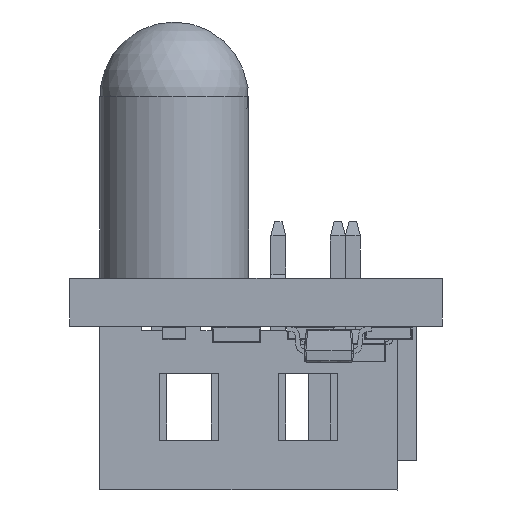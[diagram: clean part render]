
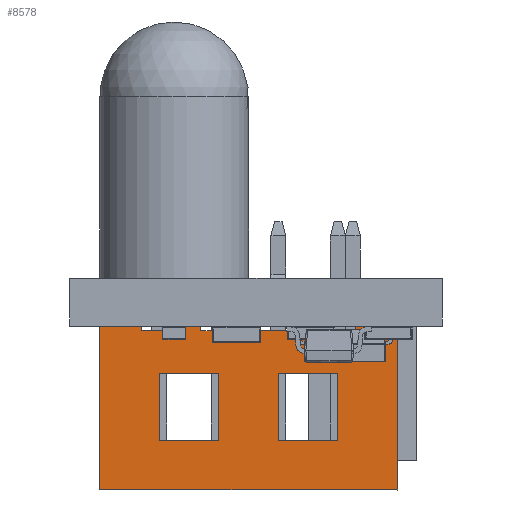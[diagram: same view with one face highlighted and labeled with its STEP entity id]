
A CAD part, left-side view. The second image highlights one B-rep face of the part: STEP entity #8578.
In plain terms, the highlighted face is planar.
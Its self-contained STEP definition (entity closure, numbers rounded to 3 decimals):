
#8578 = ADVANCED_FACE('',(#8579,#8741,#8775),#8809,.F.);
#8579 = FACE_BOUND('',#8580,.F.);
#8580 = EDGE_LOOP('',(#8581,#8591,#8599,#8607,#8615,#8623,#8631,#8639,
    #8647,#8655,#8663,#8671,#8679,#8687,#8695,#8703,#8711,#8719,#8727,
    #8735));
#8581 = ORIENTED_EDGE('',*,*,#8582,.F.);
#8582 = EDGE_CURVE('',#8583,#8585,#8587,.T.);
#8583 = VERTEX_POINT('',#8584);
#8584 = CARTESIAN_POINT('',(3.6,-2.75,-1.825));
#8585 = VERTEX_POINT('',#8586);
#8586 = CARTESIAN_POINT('',(3.6,-2.6,-1.825));
#8587 = LINE('',#8588,#8589);
#8588 = CARTESIAN_POINT('',(3.6,-2.75,-1.825));
#8589 = VECTOR('',#8590,1.);
#8590 = DIRECTION('',(0.,1.,0.));
#8591 = ORIENTED_EDGE('',*,*,#8592,.T.);
#8592 = EDGE_CURVE('',#8583,#8593,#8595,.T.);
#8593 = VERTEX_POINT('',#8594);
#8594 = CARTESIAN_POINT('',(5.,-2.75,-1.825));
#8595 = LINE('',#8596,#8597);
#8596 = CARTESIAN_POINT('',(3.6,-2.75,-1.825));
#8597 = VECTOR('',#8598,1.);
#8598 = DIRECTION('',(1.,0.,0.));
#8599 = ORIENTED_EDGE('',*,*,#8600,.T.);
#8600 = EDGE_CURVE('',#8593,#8601,#8603,.T.);
#8601 = VERTEX_POINT('',#8602);
#8602 = CARTESIAN_POINT('',(5.,2.75,-1.825));
#8603 = LINE('',#8604,#8605);
#8604 = CARTESIAN_POINT('',(5.,-2.75,-1.825));
#8605 = VECTOR('',#8606,1.);
#8606 = DIRECTION('',(0.,1.,0.));
#8607 = ORIENTED_EDGE('',*,*,#8608,.T.);
#8608 = EDGE_CURVE('',#8601,#8609,#8611,.T.);
#8609 = VERTEX_POINT('',#8610);
#8610 = CARTESIAN_POINT('',(-5.,2.75,-1.825));
#8611 = LINE('',#8612,#8613);
#8612 = CARTESIAN_POINT('',(5.,2.75,-1.825));
#8613 = VECTOR('',#8614,1.);
#8614 = DIRECTION('',(-1.,0.,0.));
#8615 = ORIENTED_EDGE('',*,*,#8616,.T.);
#8616 = EDGE_CURVE('',#8609,#8617,#8619,.T.);
#8617 = VERTEX_POINT('',#8618);
#8618 = CARTESIAN_POINT('',(-5.,-2.75,-1.825));
#8619 = LINE('',#8620,#8621);
#8620 = CARTESIAN_POINT('',(-5.,2.75,-1.825));
#8621 = VECTOR('',#8622,1.);
#8622 = DIRECTION('',(0.,-1.,0.));
#8623 = ORIENTED_EDGE('',*,*,#8624,.T.);
#8624 = EDGE_CURVE('',#8617,#8625,#8627,.T.);
#8625 = VERTEX_POINT('',#8626);
#8626 = CARTESIAN_POINT('',(-3.6,-2.75,-1.825));
#8627 = LINE('',#8628,#8629);
#8628 = CARTESIAN_POINT('',(-5.,-2.75,-1.825));
#8629 = VECTOR('',#8630,1.);
#8630 = DIRECTION('',(1.,0.,0.));
#8631 = ORIENTED_EDGE('',*,*,#8632,.T.);
#8632 = EDGE_CURVE('',#8625,#8633,#8635,.T.);
#8633 = VERTEX_POINT('',#8634);
#8634 = CARTESIAN_POINT('',(-3.6,-2.6,-1.825));
#8635 = LINE('',#8636,#8637);
#8636 = CARTESIAN_POINT('',(-3.6,-2.75,-1.825));
#8637 = VECTOR('',#8638,1.);
#8638 = DIRECTION('',(0.,1.,0.));
#8639 = ORIENTED_EDGE('',*,*,#8640,.T.);
#8640 = EDGE_CURVE('',#8633,#8641,#8643,.T.);
#8641 = VERTEX_POINT('',#8642);
#8642 = CARTESIAN_POINT('',(-2.4,-2.6,-1.825));
#8643 = LINE('',#8644,#8645);
#8644 = CARTESIAN_POINT('',(-3.6,-2.6,-1.825));
#8645 = VECTOR('',#8646,1.);
#8646 = DIRECTION('',(1.,0.,0.));
#8647 = ORIENTED_EDGE('',*,*,#8648,.F.);
#8648 = EDGE_CURVE('',#8649,#8641,#8651,.T.);
#8649 = VERTEX_POINT('',#8650);
#8650 = CARTESIAN_POINT('',(-2.4,-2.75,-1.825));
#8651 = LINE('',#8652,#8653);
#8652 = CARTESIAN_POINT('',(-2.4,-2.75,-1.825));
#8653 = VECTOR('',#8654,1.);
#8654 = DIRECTION('',(0.,1.,0.));
#8655 = ORIENTED_EDGE('',*,*,#8656,.T.);
#8656 = EDGE_CURVE('',#8649,#8657,#8659,.T.);
#8657 = VERTEX_POINT('',#8658);
#8658 = CARTESIAN_POINT('',(-1.6,-2.75,-1.825));
#8659 = LINE('',#8660,#8661);
#8660 = CARTESIAN_POINT('',(-2.4,-2.75,-1.825));
#8661 = VECTOR('',#8662,1.);
#8662 = DIRECTION('',(1.,0.,0.));
#8663 = ORIENTED_EDGE('',*,*,#8664,.T.);
#8664 = EDGE_CURVE('',#8657,#8665,#8667,.T.);
#8665 = VERTEX_POINT('',#8666);
#8666 = CARTESIAN_POINT('',(-1.6,-2.6,-1.825));
#8667 = LINE('',#8668,#8669);
#8668 = CARTESIAN_POINT('',(-1.6,-2.75,-1.825));
#8669 = VECTOR('',#8670,1.);
#8670 = DIRECTION('',(0.,1.,0.));
#8671 = ORIENTED_EDGE('',*,*,#8672,.T.);
#8672 = EDGE_CURVE('',#8665,#8673,#8675,.T.);
#8673 = VERTEX_POINT('',#8674);
#8674 = CARTESIAN_POINT('',(-0.4,-2.6,-1.825));
#8675 = LINE('',#8676,#8677);
#8676 = CARTESIAN_POINT('',(-1.6,-2.6,-1.825));
#8677 = VECTOR('',#8678,1.);
#8678 = DIRECTION('',(1.,0.,0.));
#8679 = ORIENTED_EDGE('',*,*,#8680,.F.);
#8680 = EDGE_CURVE('',#8681,#8673,#8683,.T.);
#8681 = VERTEX_POINT('',#8682);
#8682 = CARTESIAN_POINT('',(-0.4,-2.75,-1.825));
#8683 = LINE('',#8684,#8685);
#8684 = CARTESIAN_POINT('',(-0.4,-2.75,-1.825));
#8685 = VECTOR('',#8686,1.);
#8686 = DIRECTION('',(0.,1.,0.));
#8687 = ORIENTED_EDGE('',*,*,#8688,.T.);
#8688 = EDGE_CURVE('',#8681,#8689,#8691,.T.);
#8689 = VERTEX_POINT('',#8690);
#8690 = CARTESIAN_POINT('',(0.4,-2.75,-1.825));
#8691 = LINE('',#8692,#8693);
#8692 = CARTESIAN_POINT('',(-0.4,-2.75,-1.825));
#8693 = VECTOR('',#8694,1.);
#8694 = DIRECTION('',(1.,0.,0.));
#8695 = ORIENTED_EDGE('',*,*,#8696,.T.);
#8696 = EDGE_CURVE('',#8689,#8697,#8699,.T.);
#8697 = VERTEX_POINT('',#8698);
#8698 = CARTESIAN_POINT('',(0.4,-2.6,-1.825));
#8699 = LINE('',#8700,#8701);
#8700 = CARTESIAN_POINT('',(0.4,-2.75,-1.825));
#8701 = VECTOR('',#8702,1.);
#8702 = DIRECTION('',(0.,1.,0.));
#8703 = ORIENTED_EDGE('',*,*,#8704,.T.);
#8704 = EDGE_CURVE('',#8697,#8705,#8707,.T.);
#8705 = VERTEX_POINT('',#8706);
#8706 = CARTESIAN_POINT('',(1.6,-2.6,-1.825));
#8707 = LINE('',#8708,#8709);
#8708 = CARTESIAN_POINT('',(0.4,-2.6,-1.825));
#8709 = VECTOR('',#8710,1.);
#8710 = DIRECTION('',(1.,0.,0.));
#8711 = ORIENTED_EDGE('',*,*,#8712,.F.);
#8712 = EDGE_CURVE('',#8713,#8705,#8715,.T.);
#8713 = VERTEX_POINT('',#8714);
#8714 = CARTESIAN_POINT('',(1.6,-2.75,-1.825));
#8715 = LINE('',#8716,#8717);
#8716 = CARTESIAN_POINT('',(1.6,-2.75,-1.825));
#8717 = VECTOR('',#8718,1.);
#8718 = DIRECTION('',(0.,1.,0.));
#8719 = ORIENTED_EDGE('',*,*,#8720,.T.);
#8720 = EDGE_CURVE('',#8713,#8721,#8723,.T.);
#8721 = VERTEX_POINT('',#8722);
#8722 = CARTESIAN_POINT('',(2.4,-2.75,-1.825));
#8723 = LINE('',#8724,#8725);
#8724 = CARTESIAN_POINT('',(1.6,-2.75,-1.825));
#8725 = VECTOR('',#8726,1.);
#8726 = DIRECTION('',(1.,0.,0.));
#8727 = ORIENTED_EDGE('',*,*,#8728,.T.);
#8728 = EDGE_CURVE('',#8721,#8729,#8731,.T.);
#8729 = VERTEX_POINT('',#8730);
#8730 = CARTESIAN_POINT('',(2.4,-2.6,-1.825));
#8731 = LINE('',#8732,#8733);
#8732 = CARTESIAN_POINT('',(2.4,-2.75,-1.825));
#8733 = VECTOR('',#8734,1.);
#8734 = DIRECTION('',(0.,1.,0.));
#8735 = ORIENTED_EDGE('',*,*,#8736,.T.);
#8736 = EDGE_CURVE('',#8729,#8585,#8737,.T.);
#8737 = LINE('',#8738,#8739);
#8738 = CARTESIAN_POINT('',(2.4,-2.6,-1.825));
#8739 = VECTOR('',#8740,1.);
#8740 = DIRECTION('',(1.,0.,0.));
#8741 = FACE_BOUND('',#8742,.F.);
#8742 = EDGE_LOOP('',(#8743,#8753,#8761,#8769));
#8743 = ORIENTED_EDGE('',*,*,#8744,.F.);
#8744 = EDGE_CURVE('',#8745,#8747,#8749,.T.);
#8745 = VERTEX_POINT('',#8746);
#8746 = CARTESIAN_POINT('',(1.,-1.15,-1.825));
#8747 = VERTEX_POINT('',#8748);
#8748 = CARTESIAN_POINT('',(3.,-1.15,-1.825));
#8749 = LINE('',#8750,#8751);
#8750 = CARTESIAN_POINT('',(1.,-1.15,-1.825));
#8751 = VECTOR('',#8752,1.);
#8752 = DIRECTION('',(1.,0.,0.));
#8753 = ORIENTED_EDGE('',*,*,#8754,.F.);
#8754 = EDGE_CURVE('',#8755,#8745,#8757,.T.);
#8755 = VERTEX_POINT('',#8756);
#8756 = CARTESIAN_POINT('',(1.,1.1,-1.825));
#8757 = LINE('',#8758,#8759);
#8758 = CARTESIAN_POINT('',(1.,1.1,-1.825));
#8759 = VECTOR('',#8760,1.);
#8760 = DIRECTION('',(0.,-1.,0.));
#8761 = ORIENTED_EDGE('',*,*,#8762,.F.);
#8762 = EDGE_CURVE('',#8763,#8755,#8765,.T.);
#8763 = VERTEX_POINT('',#8764);
#8764 = CARTESIAN_POINT('',(3.,1.1,-1.825));
#8765 = LINE('',#8766,#8767);
#8766 = CARTESIAN_POINT('',(3.,1.1,-1.825));
#8767 = VECTOR('',#8768,1.);
#8768 = DIRECTION('',(-1.,0.,0.));
#8769 = ORIENTED_EDGE('',*,*,#8770,.F.);
#8770 = EDGE_CURVE('',#8747,#8763,#8771,.T.);
#8771 = LINE('',#8772,#8773);
#8772 = CARTESIAN_POINT('',(3.,-1.15,-1.825));
#8773 = VECTOR('',#8774,1.);
#8774 = DIRECTION('',(0.,1.,0.));
#8775 = FACE_BOUND('',#8776,.F.);
#8776 = EDGE_LOOP('',(#8777,#8787,#8795,#8803));
#8777 = ORIENTED_EDGE('',*,*,#8778,.F.);
#8778 = EDGE_CURVE('',#8779,#8781,#8783,.T.);
#8779 = VERTEX_POINT('',#8780);
#8780 = CARTESIAN_POINT('',(-3.,-1.15,-1.825));
#8781 = VERTEX_POINT('',#8782);
#8782 = CARTESIAN_POINT('',(-1.,-1.15,-1.825));
#8783 = LINE('',#8784,#8785);
#8784 = CARTESIAN_POINT('',(-3.,-1.15,-1.825));
#8785 = VECTOR('',#8786,1.);
#8786 = DIRECTION('',(1.,0.,0.));
#8787 = ORIENTED_EDGE('',*,*,#8788,.F.);
#8788 = EDGE_CURVE('',#8789,#8779,#8791,.T.);
#8789 = VERTEX_POINT('',#8790);
#8790 = CARTESIAN_POINT('',(-3.,1.1,-1.825));
#8791 = LINE('',#8792,#8793);
#8792 = CARTESIAN_POINT('',(-3.,1.1,-1.825));
#8793 = VECTOR('',#8794,1.);
#8794 = DIRECTION('',(0.,-1.,0.));
#8795 = ORIENTED_EDGE('',*,*,#8796,.F.);
#8796 = EDGE_CURVE('',#8797,#8789,#8799,.T.);
#8797 = VERTEX_POINT('',#8798);
#8798 = CARTESIAN_POINT('',(-1.,1.1,-1.825));
#8799 = LINE('',#8800,#8801);
#8800 = CARTESIAN_POINT('',(-1.,1.1,-1.825));
#8801 = VECTOR('',#8802,1.);
#8802 = DIRECTION('',(-1.,0.,0.));
#8803 = ORIENTED_EDGE('',*,*,#8804,.F.);
#8804 = EDGE_CURVE('',#8781,#8797,#8805,.T.);
#8805 = LINE('',#8806,#8807);
#8806 = CARTESIAN_POINT('',(-1.,-1.15,-1.825));
#8807 = VECTOR('',#8808,1.);
#8808 = DIRECTION('',(0.,1.,0.));
#8809 = PLANE('',#8810);
#8810 = AXIS2_PLACEMENT_3D('',#8811,#8812,#8813);
#8811 = CARTESIAN_POINT('',(0.,0.,-1.825));
#8812 = DIRECTION('',(0.,0.,1.));
#8813 = DIRECTION('',(1.,0.,0.));
